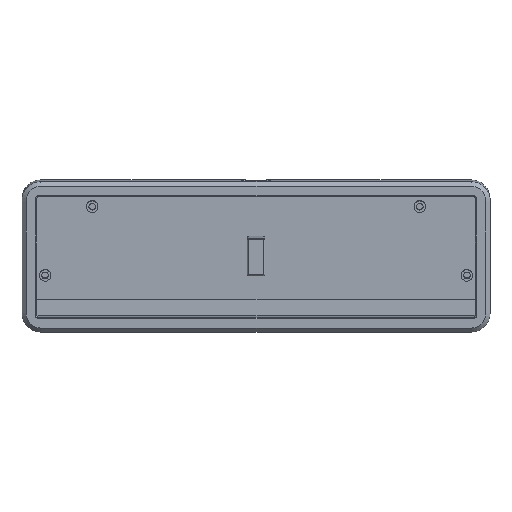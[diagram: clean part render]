
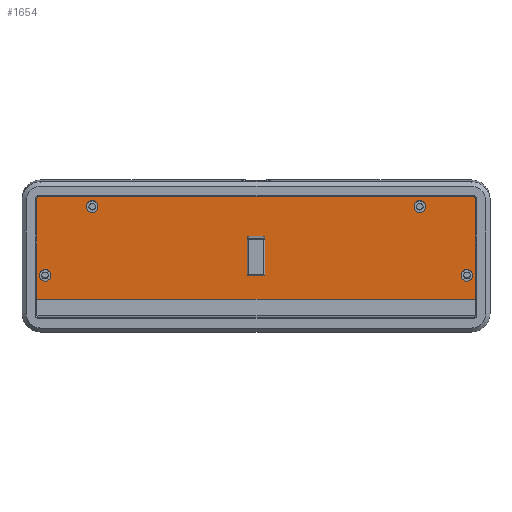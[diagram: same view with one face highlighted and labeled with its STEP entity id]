
A CAD part, top view. The second image highlights one B-rep face of the part: STEP entity #1654.
In plain terms, the highlighted planar face has unit normal (0, -0.052, 0.999).
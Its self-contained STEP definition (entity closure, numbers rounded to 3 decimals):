
#85=FACE_BOUND('',#275,.T.);
#86=FACE_BOUND('',#276,.T.);
#87=FACE_BOUND('',#277,.T.);
#88=FACE_BOUND('',#278,.T.);
#89=FACE_BOUND('',#279,.T.);
#96=CIRCLE('',#1779,1.);
#97=CIRCLE('',#1780,1.);
#98=CIRCLE('',#1781,1.);
#99=CIRCLE('',#1782,1.);
#100=CIRCLE('',#1783,1.);
#101=CIRCLE('',#1784,1.);
#102=CIRCLE('',#1785,2.75);
#103=CIRCLE('',#1786,2.75);
#104=CIRCLE('',#1787,2.75);
#105=CIRCLE('',#1788,2.75);
#168=FACE_OUTER_BOUND('',#274,.T.);
#274=EDGE_LOOP('',(#1117,#1118,#1119,#1120,#1121,#1122,#1123,#1124,#1125,
#1126));
#275=EDGE_LOOP('',(#1127,#1128,#1129,#1130,#1131,#1132,#1133,#1134));
#276=EDGE_LOOP('',(#1135));
#277=EDGE_LOOP('',(#1136));
#278=EDGE_LOOP('',(#1137));
#279=EDGE_LOOP('',(#1138));
#390=LINE('',#2461,#545);
#393=LINE('',#2469,#548);
#397=LINE('',#2477,#552);
#398=LINE('',#2481,#553);
#399=LINE('',#2483,#554);
#400=LINE('',#2485,#555);
#401=LINE('',#2487,#556);
#402=LINE('',#2489,#557);
#403=LINE('',#2493,#558);
#404=LINE('',#2497,#559);
#405=LINE('',#2501,#560);
#406=LINE('',#2505,#561);
#545=VECTOR('',#1959,10.);
#548=VECTOR('',#1966,10.);
#552=VECTOR('',#1972,10.);
#553=VECTOR('',#1975,10.);
#554=VECTOR('',#1976,10.);
#555=VECTOR('',#1977,10.);
#556=VECTOR('',#1978,10.);
#557=VECTOR('',#1979,10.);
#558=VECTOR('',#1982,10.);
#559=VECTOR('',#1985,10.);
#560=VECTOR('',#1988,10.);
#561=VECTOR('',#1991,10.);
#709=VERTEX_POINT('',#2458);
#710=VERTEX_POINT('',#2460);
#713=VERTEX_POINT('',#2468);
#716=VERTEX_POINT('',#2476);
#717=VERTEX_POINT('',#2478);
#718=VERTEX_POINT('',#2480);
#719=VERTEX_POINT('',#2482);
#720=VERTEX_POINT('',#2484);
#721=VERTEX_POINT('',#2486);
#722=VERTEX_POINT('',#2488);
#723=VERTEX_POINT('',#2491);
#724=VERTEX_POINT('',#2492);
#725=VERTEX_POINT('',#2494);
#726=VERTEX_POINT('',#2496);
#727=VERTEX_POINT('',#2498);
#728=VERTEX_POINT('',#2500);
#729=VERTEX_POINT('',#2502);
#730=VERTEX_POINT('',#2504);
#731=VERTEX_POINT('',#2507);
#732=VERTEX_POINT('',#2509);
#733=VERTEX_POINT('',#2511);
#734=VERTEX_POINT('',#2513);
#861=EDGE_CURVE('',#710,#709,#390,.T.);
#865=EDGE_CURVE('',#710,#713,#393,.T.);
#869=EDGE_CURVE('',#716,#709,#397,.T.);
#870=EDGE_CURVE('',#716,#717,#96,.T.);
#871=EDGE_CURVE('',#718,#717,#398,.T.);
#872=EDGE_CURVE('',#719,#718,#399,.T.);
#873=EDGE_CURVE('',#719,#720,#400,.T.);
#874=EDGE_CURVE('',#721,#720,#401,.T.);
#875=EDGE_CURVE('',#722,#721,#402,.T.);
#876=EDGE_CURVE('',#722,#713,#97,.T.);
#877=EDGE_CURVE('',#723,#724,#403,.T.);
#878=EDGE_CURVE('',#725,#724,#98,.F.);
#879=EDGE_CURVE('',#725,#726,#404,.T.);
#880=EDGE_CURVE('',#727,#726,#99,.F.);
#881=EDGE_CURVE('',#727,#728,#405,.T.);
#882=EDGE_CURVE('',#729,#728,#100,.F.);
#883=EDGE_CURVE('',#729,#730,#406,.T.);
#884=EDGE_CURVE('',#723,#730,#101,.F.);
#885=EDGE_CURVE('',#731,#731,#102,.T.);
#886=EDGE_CURVE('',#732,#732,#103,.T.);
#887=EDGE_CURVE('',#733,#733,#104,.T.);
#888=EDGE_CURVE('',#734,#734,#105,.T.);
#1117=ORIENTED_EDGE('',*,*,#861,.T.);
#1118=ORIENTED_EDGE('',*,*,#869,.F.);
#1119=ORIENTED_EDGE('',*,*,#870,.T.);
#1120=ORIENTED_EDGE('',*,*,#871,.F.);
#1121=ORIENTED_EDGE('',*,*,#872,.F.);
#1122=ORIENTED_EDGE('',*,*,#873,.T.);
#1123=ORIENTED_EDGE('',*,*,#874,.F.);
#1124=ORIENTED_EDGE('',*,*,#875,.F.);
#1125=ORIENTED_EDGE('',*,*,#876,.T.);
#1126=ORIENTED_EDGE('',*,*,#865,.F.);
#1127=ORIENTED_EDGE('',*,*,#877,.T.);
#1128=ORIENTED_EDGE('',*,*,#878,.F.);
#1129=ORIENTED_EDGE('',*,*,#879,.T.);
#1130=ORIENTED_EDGE('',*,*,#880,.F.);
#1131=ORIENTED_EDGE('',*,*,#881,.T.);
#1132=ORIENTED_EDGE('',*,*,#882,.F.);
#1133=ORIENTED_EDGE('',*,*,#883,.T.);
#1134=ORIENTED_EDGE('',*,*,#884,.F.);
#1135=ORIENTED_EDGE('',*,*,#885,.T.);
#1136=ORIENTED_EDGE('',*,*,#886,.T.);
#1137=ORIENTED_EDGE('',*,*,#887,.T.);
#1138=ORIENTED_EDGE('',*,*,#888,.T.);
#1600=PLANE('',#1778);
#1654=ADVANCED_FACE('',(#168,#85,#86,#87,#88,#89),#1600,.F.);
#1778=AXIS2_PLACEMENT_3D('',#2475,#1970,#1971);
#1779=AXIS2_PLACEMENT_3D('',#2479,#1973,#1974);
#1780=AXIS2_PLACEMENT_3D('',#2490,#1980,#1981);
#1781=AXIS2_PLACEMENT_3D('',#2495,#1983,#1984);
#1782=AXIS2_PLACEMENT_3D('',#2499,#1986,#1987);
#1783=AXIS2_PLACEMENT_3D('',#2503,#1989,#1990);
#1784=AXIS2_PLACEMENT_3D('',#2506,#1992,#1993);
#1785=AXIS2_PLACEMENT_3D('',#2508,#1994,#1995);
#1786=AXIS2_PLACEMENT_3D('',#2510,#1996,#1997);
#1787=AXIS2_PLACEMENT_3D('',#2512,#1998,#1999);
#1788=AXIS2_PLACEMENT_3D('',#2514,#2000,#2001);
#1959=DIRECTION('',(1.,0.,0.));
#1966=DIRECTION('',(0.,0.999,0.052));
#1970=DIRECTION('center_axis',(0.,0.052,
-0.999));
#1971=DIRECTION('ref_axis',(1.,0.,0.));
#1972=DIRECTION('',(0.,-0.999,-0.052));
#1973=DIRECTION('center_axis',(0.,-0.052,
0.999));
#1974=DIRECTION('ref_axis',(0.707,0.706,0.037));
#1975=DIRECTION('',(1.,0.,0.));
#1976=DIRECTION('',(0.,-0.999,-0.052));
#1977=DIRECTION('',(-1.,0.,0.));
#1978=DIRECTION('',(0.,0.999,0.052));
#1979=DIRECTION('',(1.,0.,0.));
#1980=DIRECTION('center_axis',(0.,-0.052,
0.999));
#1981=DIRECTION('ref_axis',(-0.707,0.706,0.037));
#1982=DIRECTION('',(0.,0.999,0.052));
#1983=DIRECTION('center_axis',(0.,0.052,
-0.999));
#1984=DIRECTION('ref_axis',(-0.707,0.706,0.037));
#1985=DIRECTION('',(1.,0.,0.));
#1986=DIRECTION('center_axis',(0.,0.052,
-0.999));
#1987=DIRECTION('ref_axis',(0.707,0.706,0.037));
#1988=DIRECTION('',(0.,-0.999,-0.052));
#1989=DIRECTION('center_axis',(0.,0.052,
-0.999));
#1990=DIRECTION('ref_axis',(0.707,-0.706,-0.037));
#1991=DIRECTION('',(-1.,0.,0.));
#1992=DIRECTION('center_axis',(0.,0.052,
-0.999));
#1993=DIRECTION('ref_axis',(-0.707,-0.706,-0.037));
#1994=DIRECTION('center_axis',(0.,0.052,
-0.999));
#1995=DIRECTION('ref_axis',(-1.,0.,0.));
#1996=DIRECTION('center_axis',(0.,0.052,
-0.999));
#1997=DIRECTION('ref_axis',(-1.,0.,0.));
#1998=DIRECTION('center_axis',(0.,0.052,
-0.999));
#1999=DIRECTION('ref_axis',(-1.,0.,0.));
#2000=DIRECTION('center_axis',(0.,0.052,
-0.999));
#2001=DIRECTION('ref_axis',(-1.,0.,0.));
#2458=CARTESIAN_POINT('',(317.327,23.847,0.68));
#2460=CARTESIAN_POINT('',(106.777,23.847,0.68));
#2461=CARTESIAN_POINT('',(212.052,23.847,0.68));
#2468=CARTESIAN_POINT('',(106.777,72.925,3.252));
#2469=CARTESIAN_POINT('',(106.777,15.853,0.261));
#2475=CARTESIAN_POINT('Origin',(212.052,44.888,1.783));
#2476=CARTESIAN_POINT('',(317.327,72.925,3.252));
#2477=CARTESIAN_POINT('',(317.327,73.923,3.305));
#2478=CARTESIAN_POINT('',(316.327,73.923,3.305));
#2479=CARTESIAN_POINT('Origin',(316.327,72.925,3.252));
#2480=CARTESIAN_POINT('',(215.227,73.923,3.305));
#2481=CARTESIAN_POINT('',(106.777,73.923,3.305));
#2482=CARTESIAN_POINT('',(215.227,76.919,3.462));
#2483=CARTESIAN_POINT('',(215.227,59.406,2.544));
#2484=CARTESIAN_POINT('',(208.877,76.919,3.462));
#2485=CARTESIAN_POINT('',(212.052,76.919,3.462));
#2486=CARTESIAN_POINT('',(208.877,73.923,3.305));
#2487=CARTESIAN_POINT('',(208.877,59.406,2.544));
#2488=CARTESIAN_POINT('',(107.777,73.923,3.305));
#2489=CARTESIAN_POINT('',(106.777,73.923,3.305));
#2490=CARTESIAN_POINT('Origin',(107.777,72.925,3.252));
#2491=CARTESIAN_POINT('',(207.789,36.874,1.363));
#2492=CARTESIAN_POINT('',(207.789,52.902,2.203));
#2493=CARTESIAN_POINT('',(207.789,49.394,2.019));
#2494=CARTESIAN_POINT('',(208.789,53.901,2.255));
#2495=CARTESIAN_POINT('Origin',(208.789,52.902,2.203));
#2496=CARTESIAN_POINT('',(215.314,53.901,2.255));
#2497=CARTESIAN_POINT('',(214.183,53.901,2.255));
#2498=CARTESIAN_POINT('',(216.314,52.902,2.203));
#2499=CARTESIAN_POINT('Origin',(215.314,52.902,2.203));
#2500=CARTESIAN_POINT('',(216.314,36.874,1.363));
#2501=CARTESIAN_POINT('',(216.314,40.382,1.547));
#2502=CARTESIAN_POINT('',(215.314,35.875,1.311));
#2503=CARTESIAN_POINT('Origin',(215.314,36.874,1.363));
#2504=CARTESIAN_POINT('',(208.789,35.875,1.311));
#2505=CARTESIAN_POINT('',(209.921,35.875,1.311));
#2506=CARTESIAN_POINT('Origin',(208.789,36.874,1.363));
#2507=CARTESIAN_POINT('',(113.599,35.376,1.285));
#2508=CARTESIAN_POINT('Origin',(110.849,35.376,1.285));
#2509=CARTESIAN_POINT('',(293.383,68.371,3.014));
#2510=CARTESIAN_POINT('Origin',(290.633,68.371,3.014));
#2511=CARTESIAN_POINT('',(136.221,68.371,3.014));
#2512=CARTESIAN_POINT('Origin',(133.471,68.371,3.014));
#2513=CARTESIAN_POINT('',(316.005,35.376,1.285));
#2514=CARTESIAN_POINT('Origin',(313.255,35.376,1.285));
